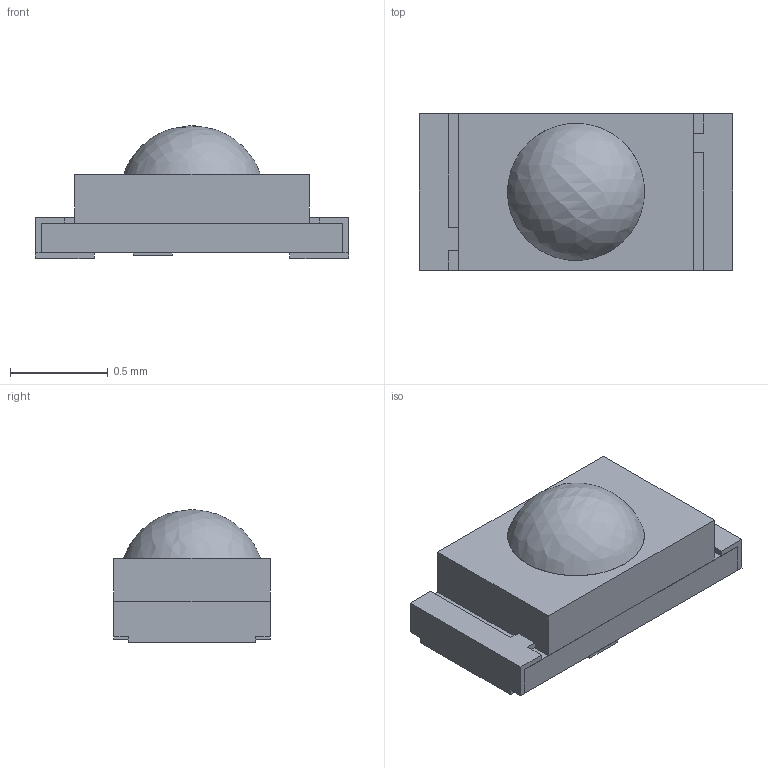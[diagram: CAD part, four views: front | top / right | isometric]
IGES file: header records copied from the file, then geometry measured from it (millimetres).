
Global section: file name: 31H; native system: Rhinoceros ( May 12 2010 ); preprocessor: Trout Lake IGES 012 May 12 2010; date: 160224.020432; units: millimetre
Bounding box: 1.6 x 0.8 x 0.68 mm (x, y, z)
Surface area: 9.8 mm2 (no closed solid volume)
Topology: 0 solids, 0 shells, 81 faces, 402 edges, 402 vertices
Faces by surface type: bspline 81
